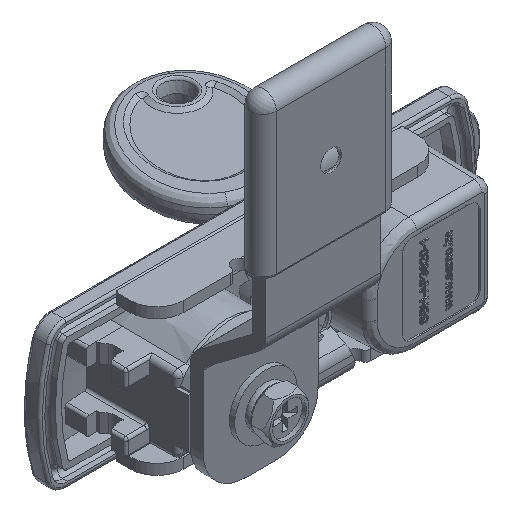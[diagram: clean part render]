
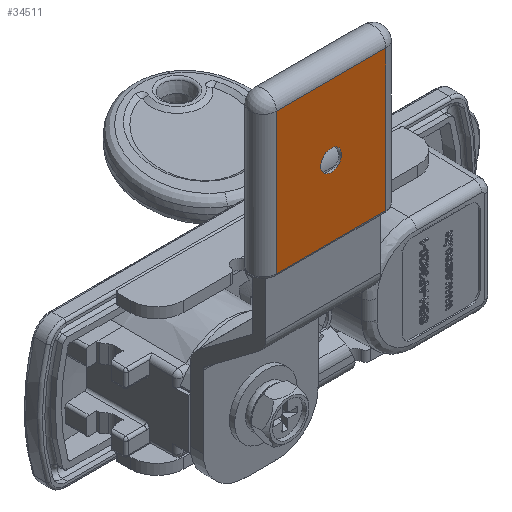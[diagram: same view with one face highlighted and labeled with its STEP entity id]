
A CAD part, isometric view. The second image highlights one B-rep face of the part: STEP entity #34511.
In plain terms, the highlighted planar face has unit normal (0, -1, 0).
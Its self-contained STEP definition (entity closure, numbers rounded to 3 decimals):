
#1737=CIRCLE('',#37030,2.);
#1958=FACE_BOUND('',#6969,.T.);
#4953=FACE_OUTER_BOUND('',#6968,.T.);
#6968=EDGE_LOOP('',(#30815,#30816,#30817,#30818));
#6969=EDGE_LOOP('',(#30819));
#9851=LINE('',#79095,#12823);
#9852=LINE('',#79097,#12824);
#9853=LINE('',#79099,#12825);
#9854=LINE('',#79100,#12826);
#12823=VECTOR('',#44663,21.);
#12824=VECTOR('',#44664,27.);
#12825=VECTOR('',#44665,21.);
#12826=VECTOR('',#44666,27.);
#16114=VERTEX_POINT('',#79093);
#16115=VERTEX_POINT('',#79094);
#16116=VERTEX_POINT('',#79096);
#16117=VERTEX_POINT('',#79098);
#16118=VERTEX_POINT('',#79101);
#21059=EDGE_CURVE('',#16114,#16115,#9851,.T.);
#21060=EDGE_CURVE('',#16116,#16115,#9852,.T.);
#21061=EDGE_CURVE('',#16116,#16117,#9853,.T.);
#21062=EDGE_CURVE('',#16117,#16114,#9854,.T.);
#21063=EDGE_CURVE('',#16118,#16118,#1737,.T.);
#30815=ORIENTED_EDGE('',*,*,#21059,.T.);
#30816=ORIENTED_EDGE('',*,*,#21060,.F.);
#30817=ORIENTED_EDGE('',*,*,#21061,.T.);
#30818=ORIENTED_EDGE('',*,*,#21062,.T.);
#30819=ORIENTED_EDGE('',*,*,#21063,.F.);
#32640=PLANE('',#37029);
#34511=ADVANCED_FACE('',(#4953,#1958),#32640,.T.);
#37029=AXIS2_PLACEMENT_3D('',#79092,#44661,#44662);
#37030=AXIS2_PLACEMENT_3D('',#79102,#44667,#44668);
#44661=DIRECTION('center_axis',(0.,-1.,0.));
#44662=DIRECTION('ref_axis',(1.,0.,0.));
#44663=DIRECTION('',(1.,0.,0.));
#44664=DIRECTION('',(0.,0.,-1.));
#44665=DIRECTION('',(-1.,0.,0.));
#44666=DIRECTION('',(0.,0.,-1.));
#44667=DIRECTION('center_axis',(0.,-1.,0.));
#44668=DIRECTION('ref_axis',(0.,0.,1.));
#79092=CARTESIAN_POINT('Origin',(-28.906,-32.4,-12.581));
#79093=CARTESIAN_POINT('',(-10.5,-32.4,33.4));
#79094=CARTESIAN_POINT('',(10.5,-32.4,33.4));
#79095=CARTESIAN_POINT('',(-10.5,-32.4,33.4));
#79096=CARTESIAN_POINT('',(10.5,-32.4,60.4));
#79097=CARTESIAN_POINT('',(10.5,-32.4,60.4));
#79098=CARTESIAN_POINT('',(-10.5,-32.4,60.4));
#79099=CARTESIAN_POINT('',(10.5,-32.4,60.4));
#79100=CARTESIAN_POINT('',(-10.5,-32.4,60.4));
#79101=CARTESIAN_POINT('',(0.,-32.4,45.));
#79102=CARTESIAN_POINT('Origin',(0.,-32.4,47.));
